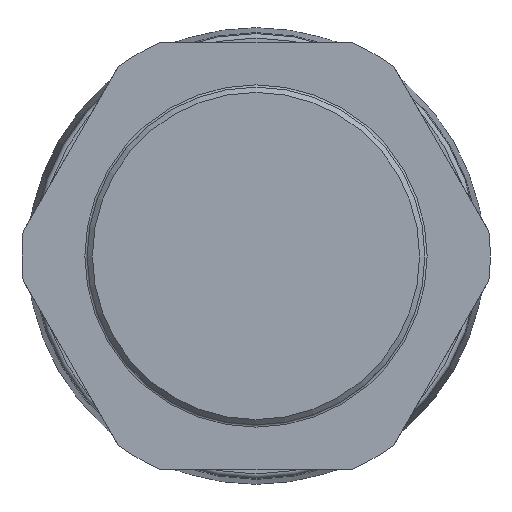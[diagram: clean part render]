
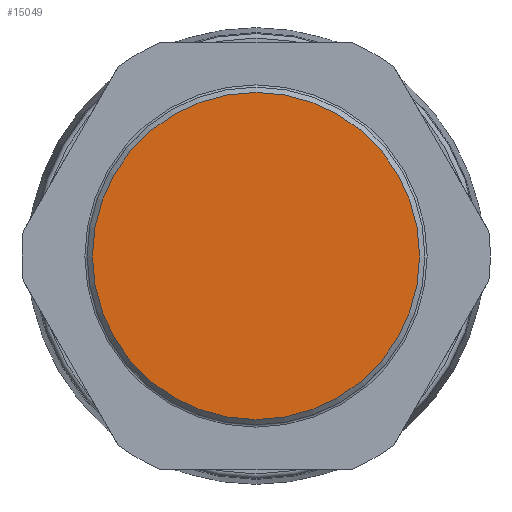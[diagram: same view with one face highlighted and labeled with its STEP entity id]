
A CAD part, left-side view. The second image highlights one B-rep face of the part: STEP entity #15049.
In plain terms, the highlighted planar face has unit normal (-1, 0, 0).
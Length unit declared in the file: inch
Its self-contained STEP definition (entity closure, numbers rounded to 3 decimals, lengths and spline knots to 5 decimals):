
#1346=PLANE('',#16356);
#1824=FACE_OUTER_BOUND('',#2644,.T.);
#2644=EDGE_LOOP('',(#11202,#11203));
#3544=CIRCLE('',#16357,1.43031);
#3545=CIRCLE('',#16358,1.43031);
#5953=VERTEX_POINT('',#25471);
#5954=VERTEX_POINT('',#25472);
#7833=EDGE_CURVE('',#5953,#5954,#3544,.T.);
#7834=EDGE_CURVE('',#5954,#5953,#3545,.T.);
#11202=ORIENTED_EDGE('',*,*,#7833,.F.);
#11203=ORIENTED_EDGE('',*,*,#7834,.F.);
#15049=ADVANCED_FACE('',(#1824),#1346,.T.);
#16356=AXIS2_PLACEMENT_3D('',#25470,#19275,#19276);
#16357=AXIS2_PLACEMENT_3D('',#25473,#19277,#19278);
#16358=AXIS2_PLACEMENT_3D('',#25474,#19279,#19280);
#19275=DIRECTION('center_axis',(-1.,0.,0.));
#19276=DIRECTION('ref_axis',(0.,0.,
-1.));
#19277=DIRECTION('center_axis',(1.,0.,0.));
#19278=DIRECTION('ref_axis',(0.,0.,
1.));
#19279=DIRECTION('center_axis',(1.,0.,0.));
#19280=DIRECTION('ref_axis',(0.,0.,
1.));
#25470=CARTESIAN_POINT('Origin',(-2.65354,-1.43031,0.));
#25471=CARTESIAN_POINT('',(-2.65354,-1.43031,0.));
#25472=CARTESIAN_POINT('',(-2.65354,1.43031,0.));
#25473=CARTESIAN_POINT('Origin',(-2.65354,0.,
0.));
#25474=CARTESIAN_POINT('Origin',(-2.65354,0.,
0.));
